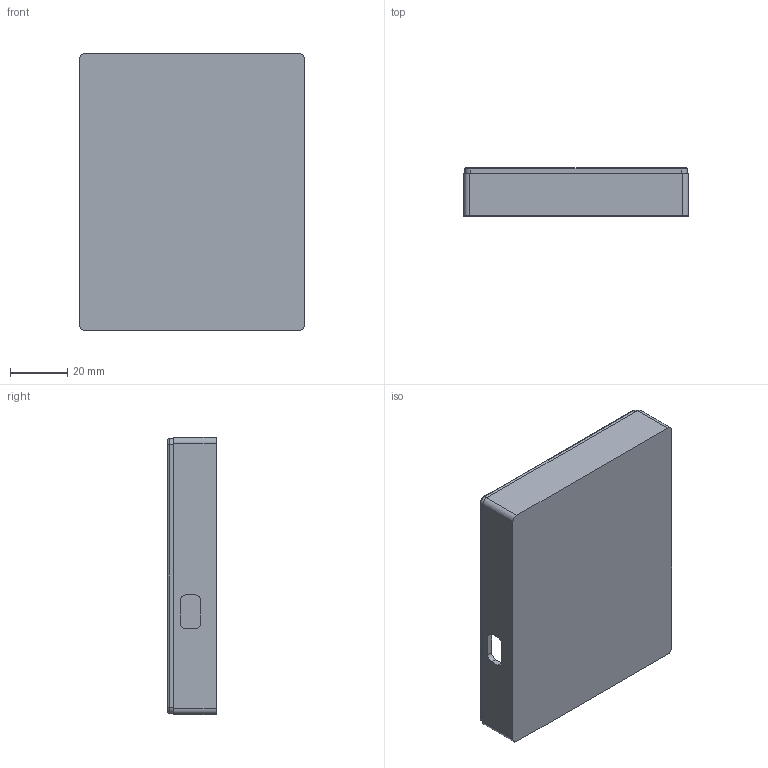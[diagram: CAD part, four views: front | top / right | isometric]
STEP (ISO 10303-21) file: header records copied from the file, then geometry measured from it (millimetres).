
FILE_DESCRIPTION(/* description */ (''),/* implementation_level */ '2;1');
FILE_NAME(/* name */ 'BottomCase.step',/* time_stamp */ '2025-12-15T01:28:14+05:30',/* author */ (''),/* organization */ (''),/* preprocessor_version */ 'ST-DEVELOPER v20.1',/* originating_system */ 'Autodesk Translation Framework v14.21.0.0',/* authorisation */ '');
FILE_SCHEMA (('AUTOMOTIVE_DESIGN { 1 0 10303 214 3 1 1 }'));
Length unit declared in the file: millimetre
Products named in the file (1): 2025-12-15-01-27-44-220
Bounding box: 78.9 x 17 x 97.19 mm (x, y, z)
Volume: 24842.2 mm3; surface area: 26510.6 mm2
Topology: 1 solids, 1 shells, 84 faces, 206 edges, 132 vertices
Faces by surface type: plane 42, cylinder 38, torus 4
Full cylindrical faces by diameter (mm): 1.8 x3, 5 x3
Entity records: 2534 total; most frequent: DIRECTION 452, CARTESIAN_POINT 423, ORIENTED_EDGE 412, EDGE_CURVE 206, AXIS2_PLACEMENT_3D 161, VERTEX_POINT 132, LINE 130, VECTOR 130
